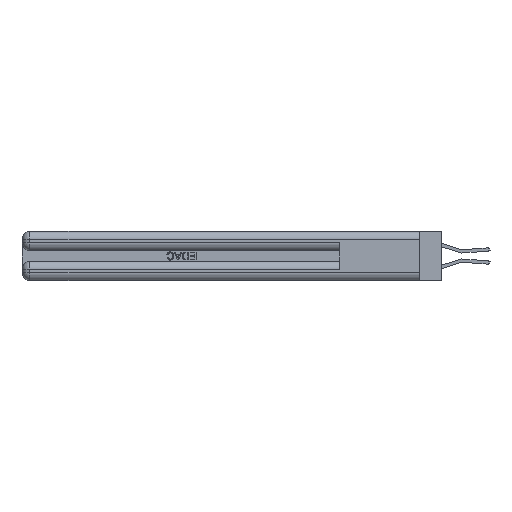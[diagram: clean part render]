
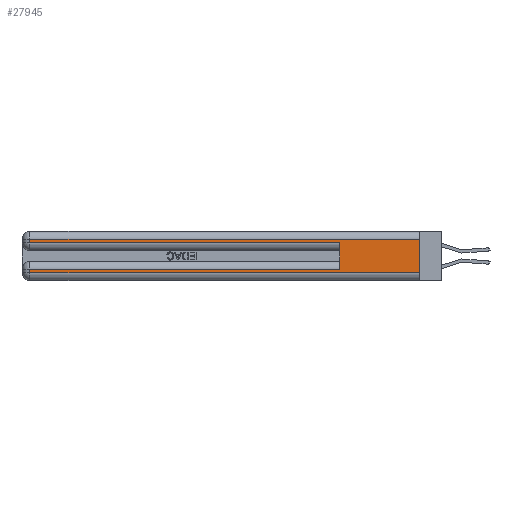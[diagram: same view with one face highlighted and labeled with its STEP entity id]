
A CAD part, left-side view. The second image highlights one B-rep face of the part: STEP entity #27945.
In plain terms, the highlighted planar face has unit normal (-1, 0, 0).
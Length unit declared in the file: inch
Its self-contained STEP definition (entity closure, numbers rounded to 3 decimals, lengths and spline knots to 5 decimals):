
#1953 = ORIENTED_EDGE ( 'NONE', *, *, #15107, .T. ) ;
#2315 = DIRECTION ( 'NONE',  ( 1., 0., 0. ) ) ;
#2339 = ORIENTED_EDGE ( 'NONE', *, *, #6451, .F. ) ;
#2498 = DIRECTION ( 'NONE',  ( 0., -1., 0. ) ) ;
#3092 = VECTOR ( 'NONE', #12613, 39.37008 ) ;
#3321 = CARTESIAN_POINT ( 'NONE',  ( 0., 2.94, 0.285 ) ) ;
#3587 = LINE ( 'NONE', #31694, #3092 ) ;
#3853 = ORIENTED_EDGE ( 'NONE', *, *, #33927, .T. ) ;
#4766 = CARTESIAN_POINT ( 'NONE',  ( 0., 0., 0.085 ) ) ;
#5265 = ORIENTED_EDGE ( 'NONE', *, *, #17740, .T. ) ;
#5597 = CARTESIAN_POINT ( 'NONE',  ( 0., 0., 0.31 ) ) ;
#6451 = EDGE_CURVE ( 'NONE', #33993, #42045, #35866, .T. ) ;
#6463 = VECTOR ( 'NONE', #32160, 39.37008 ) ;
#8110 = AXIS2_PLACEMENT_3D ( 'NONE', #38771, #2315, #28450 ) ;
#8806 = VERTEX_POINT ( 'NONE', #3321 ) ;
#10650 = CARTESIAN_POINT ( 'NONE',  ( 0., 0.6, 0.285 ) ) ;
#11107 = LINE ( 'NONE', #42054, #6463 ) ;
#11549 = VERTEX_POINT ( 'NONE', #35630 ) ;
#11808 = ORIENTED_EDGE ( 'NONE', *, *, #19060, .T. ) ;
#12613 = DIRECTION ( 'NONE',  ( 0., -1., 0. ) ) ;
#13562 = DIRECTION ( 'NONE',  ( 0., 0., -1. ) ) ;
#14712 = CARTESIAN_POINT ( 'NONE',  ( 0., 2.94, 0.31 ) ) ;
#15001 = VECTOR ( 'NONE', #2498, 39.37008 ) ;
#15107 = EDGE_CURVE ( 'NONE', #31391, #11549, #15484, .T. ) ;
#15484 = LINE ( 'NONE', #4766, #27414 ) ;
#15664 = PLANE ( 'NONE',  #8110 ) ;
#15898 = DIRECTION ( 'NONE',  ( 0., 1., 0. ) ) ;
#16812 = ORIENTED_EDGE ( 'NONE', *, *, #23816, .F. ) ;
#17740 = EDGE_CURVE ( 'NONE', #11549, #24090, #28389, .T. ) ;
#18586 = VERTEX_POINT ( 'NONE', #14712 ) ;
#19060 = EDGE_CURVE ( 'NONE', #18586, #8806, #11107, .T. ) ;
#19082 = DIRECTION ( 'NONE',  ( 0., 0., -1. ) ) ;
#19338 = CARTESIAN_POINT ( 'NONE',  ( 0., 0., 0.285 ) ) ;
#21360 = LINE ( 'NONE', #5597, #41635 ) ;
#21634 = EDGE_CURVE ( 'NONE', #24090, #42045, #3587, .T. ) ;
#21992 = CARTESIAN_POINT ( 'NONE',  ( 0., 2.94, 0.37 ) ) ;
#22225 = VECTOR ( 'NONE', #41657, 39.37008 ) ;
#22270 = EDGE_LOOP ( 'NONE', ( #2339, #26587, #11808, #3853, #16812, #1953, #5265, #24355 ) ) ;
#23709 = CARTESIAN_POINT ( 'NONE',  ( 0., 0., 0.37 ) ) ;
#23816 = EDGE_CURVE ( 'NONE', #31391, #33640, #28972, .T. ) ;
#24090 = VERTEX_POINT ( 'NONE', #26117 ) ;
#24135 = CARTESIAN_POINT ( 'NONE',  ( 0., 0.6, 0.145 ) ) ;
#24355 = ORIENTED_EDGE ( 'NONE', *, *, #21634, .T. ) ;
#25723 = CARTESIAN_POINT ( 'NONE',  ( 0., 0.6, 0.085 ) ) ;
#26117 = CARTESIAN_POINT ( 'NONE',  ( 0., 2.94, 0.06 ) ) ;
#26587 = ORIENTED_EDGE ( 'NONE', *, *, #26840, .T. ) ;
#26840 = EDGE_CURVE ( 'NONE', #33993, #18586, #21360, .T. ) ;
#27414 = VECTOR ( 'NONE', #37309, 39.37008 ) ;
#27945 = ADVANCED_FACE ( 'NONE', ( #33227 ), #15664, .F. ) ;
#28389 = LINE ( 'NONE', #21992, #29417 ) ;
#28450 = DIRECTION ( 'NONE',  ( 0., 0., -1. ) ) ;
#28972 = LINE ( 'NONE', #24135, #22225 ) ;
#29417 = VECTOR ( 'NONE', #19082, 39.37008 ) ;
#31391 = VERTEX_POINT ( 'NONE', #25723 ) ;
#31694 = CARTESIAN_POINT ( 'NONE',  ( 0., 0., 0.06 ) ) ;
#32160 = DIRECTION ( 'NONE',  ( 0., 0., -1. ) ) ;
#32772 = CARTESIAN_POINT ( 'NONE',  ( 0., 0., 0.06 ) ) ;
#33164 = CARTESIAN_POINT ( 'NONE',  ( 0., 0., 0.31 ) ) ;
#33227 = FACE_OUTER_BOUND ( 'NONE', #22270, .T. ) ;
#33640 = VERTEX_POINT ( 'NONE', #10650 ) ;
#33927 = EDGE_CURVE ( 'NONE', #8806, #33640, #41958, .T. ) ;
#33993 = VERTEX_POINT ( 'NONE', #33164 ) ;
#35630 = CARTESIAN_POINT ( 'NONE',  ( 0., 2.94, 0.085 ) ) ;
#35866 = LINE ( 'NONE', #23709, #41592 ) ;
#37309 = DIRECTION ( 'NONE',  ( 0., 1., 0. ) ) ;
#38771 = CARTESIAN_POINT ( 'NONE',  ( 0., 0., 0.37 ) ) ;
#41592 = VECTOR ( 'NONE', #13562, 39.37008 ) ;
#41635 = VECTOR ( 'NONE', #15898, 39.37008 ) ;
#41657 = DIRECTION ( 'NONE',  ( 0., 0., 1. ) ) ;
#41958 = LINE ( 'NONE', #19338, #15001 ) ;
#42045 = VERTEX_POINT ( 'NONE', #32772 ) ;
#42054 = CARTESIAN_POINT ( 'NONE',  ( 0., 2.94, 0.37 ) ) ;
